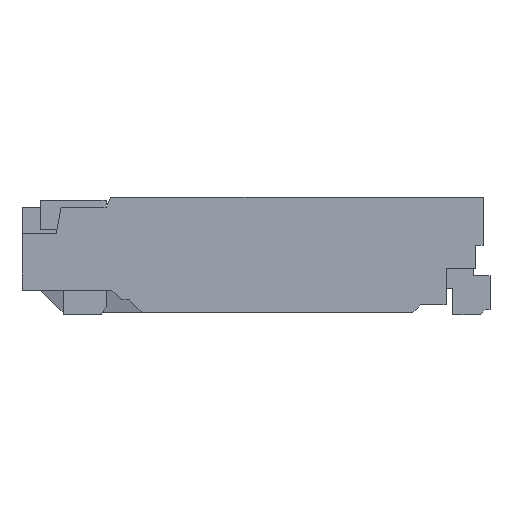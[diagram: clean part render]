
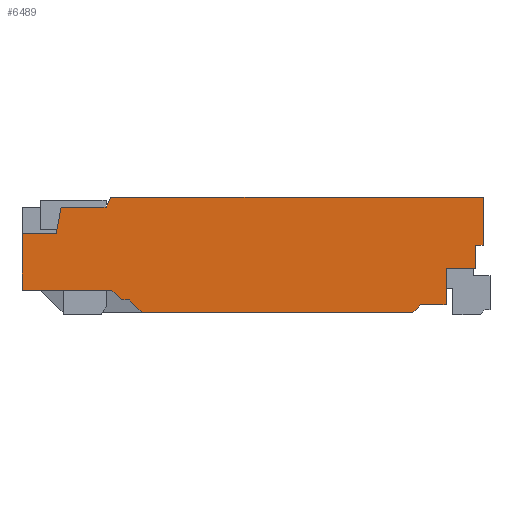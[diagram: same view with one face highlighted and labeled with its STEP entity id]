
A CAD part, left-side view. The second image highlights one B-rep face of the part: STEP entity #6489.
In plain terms, the highlighted planar face has unit normal (-1, 0, 0).
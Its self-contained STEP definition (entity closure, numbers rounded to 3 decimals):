
#277=FACE_OUTER_BOUND('',#607,.T.);
#607=EDGE_LOOP('',(#4313,#4314,#4315,#4316,#4317,#4318,#4319,#4320,#4321,
#4322,#4323,#4324,#4325,#4326,#4327,#4328,#4329,#4330));
#945=LINE('',#8825,#1856);
#950=LINE('',#8834,#1861);
#951=LINE('',#8837,#1862);
#952=LINE('',#8839,#1863);
#953=LINE('',#8841,#1864);
#954=LINE('',#8843,#1865);
#955=LINE('',#8845,#1866);
#956=LINE('',#8847,#1867);
#957=LINE('',#8849,#1868);
#958=LINE('',#8851,#1869);
#959=LINE('',#8853,#1870);
#960=LINE('',#8855,#1871);
#961=LINE('',#8857,#1872);
#962=LINE('',#8859,#1873);
#963=LINE('',#8861,#1874);
#964=LINE('',#8863,#1875);
#965=LINE('',#8865,#1876);
#966=LINE('',#8866,#1877);
#1856=VECTOR('',#7199,0.1);
#1861=VECTOR('',#7206,0.156);
#1862=VECTOR('',#7209,2.77);
#1863=VECTOR('',#7210,0.113);
#1864=VECTOR('',#7211,0.26);
#1865=VECTOR('',#7212,0.37);
#1866=VECTOR('',#7213,0.3);
#1867=VECTOR('',#7214,0.24);
#1868=VECTOR('',#7215,0.08);
#1869=VECTOR('',#7216,0.49);
#1870=VECTOR('',#7217,3.81);
#1871=VECTOR('',#7218,0.112);
#1872=VECTOR('',#7219,0.46);
#1873=VECTOR('',#7220,0.275);
#1874=VECTOR('',#7221,0.35);
#1875=VECTOR('',#7222,0.58);
#1876=VECTOR('',#7223,0.92);
#1877=VECTOR('',#7224,0.141);
#2766=VERTEX_POINT('',#8822);
#2767=VERTEX_POINT('',#8824);
#2770=VERTEX_POINT('',#8832);
#2771=VERTEX_POINT('',#8836);
#2772=VERTEX_POINT('',#8838);
#2773=VERTEX_POINT('',#8840);
#2774=VERTEX_POINT('',#8842);
#2775=VERTEX_POINT('',#8844);
#2776=VERTEX_POINT('',#8846);
#2777=VERTEX_POINT('',#8848);
#2778=VERTEX_POINT('',#8850);
#2779=VERTEX_POINT('',#8852);
#2780=VERTEX_POINT('',#8854);
#2781=VERTEX_POINT('',#8856);
#2782=VERTEX_POINT('',#8858);
#2783=VERTEX_POINT('',#8860);
#2784=VERTEX_POINT('',#8862);
#2785=VERTEX_POINT('',#8864);
#3370=EDGE_CURVE('',#2767,#2766,#945,.T.);
#3375=EDGE_CURVE('',#2766,#2770,#950,.T.);
#3376=EDGE_CURVE('',#2770,#2771,#951,.T.);
#3377=EDGE_CURVE('',#2771,#2772,#952,.T.);
#3378=EDGE_CURVE('',#2773,#2772,#953,.T.);
#3379=EDGE_CURVE('',#2774,#2773,#954,.T.);
#3380=EDGE_CURVE('',#2775,#2774,#955,.T.);
#3381=EDGE_CURVE('',#2776,#2775,#956,.T.);
#3382=EDGE_CURVE('',#2777,#2776,#957,.T.);
#3383=EDGE_CURVE('',#2777,#2778,#958,.T.);
#3384=EDGE_CURVE('',#2779,#2778,#959,.T.);
#3385=EDGE_CURVE('',#2779,#2780,#960,.T.);
#3386=EDGE_CURVE('',#2781,#2780,#961,.T.);
#3387=EDGE_CURVE('',#2781,#2782,#962,.T.);
#3388=EDGE_CURVE('',#2783,#2782,#963,.T.);
#3389=EDGE_CURVE('',#2784,#2783,#964,.T.);
#3390=EDGE_CURVE('',#2784,#2785,#965,.T.);
#3391=EDGE_CURVE('',#2785,#2767,#966,.T.);
#4313=ORIENTED_EDGE('',*,*,#3375,.T.);
#4314=ORIENTED_EDGE('',*,*,#3376,.T.);
#4315=ORIENTED_EDGE('',*,*,#3377,.T.);
#4316=ORIENTED_EDGE('',*,*,#3378,.F.);
#4317=ORIENTED_EDGE('',*,*,#3379,.F.);
#4318=ORIENTED_EDGE('',*,*,#3380,.F.);
#4319=ORIENTED_EDGE('',*,*,#3381,.F.);
#4320=ORIENTED_EDGE('',*,*,#3382,.F.);
#4321=ORIENTED_EDGE('',*,*,#3383,.T.);
#4322=ORIENTED_EDGE('',*,*,#3384,.F.);
#4323=ORIENTED_EDGE('',*,*,#3385,.T.);
#4324=ORIENTED_EDGE('',*,*,#3386,.F.);
#4325=ORIENTED_EDGE('',*,*,#3387,.T.);
#4326=ORIENTED_EDGE('',*,*,#3388,.F.);
#4327=ORIENTED_EDGE('',*,*,#3389,.F.);
#4328=ORIENTED_EDGE('',*,*,#3390,.T.);
#4329=ORIENTED_EDGE('',*,*,#3391,.T.);
#4330=ORIENTED_EDGE('',*,*,#3370,.T.);
#6171=PLANE('',#6833);
#6489=ADVANCED_FACE('',(#277),#6171,.T.);
#6833=AXIS2_PLACEMENT_3D('',#8835,#7207,#7208);
#7199=DIRECTION('',(0.,-1.,0.));
#7206=DIRECTION('',(0.,-0.707,-0.707));
#7207=DIRECTION('center_axis',(-1.,0.,0.));
#7208=DIRECTION('ref_axis',(0.,-1.,0.));
#7209=DIRECTION('',(0.,-1.,0.));
#7210=DIRECTION('',(0.,-0.707,0.707));
#7211=DIRECTION('',(0.,1.,0.));
#7212=DIRECTION('',(0.,0.,-1.));
#7213=DIRECTION('',(0.,1.,0.));
#7214=DIRECTION('',(0.,0.,-1.));
#7215=DIRECTION('',(0.,1.,0.));
#7216=DIRECTION('',(0.,0.,1.));
#7217=DIRECTION('',(0.,-1.,0.));
#7218=DIRECTION('',(0.,0.447,-0.894));
#7219=DIRECTION('',(0.,-1.,0.));
#7220=DIRECTION('',(0.,0.182,-0.983));
#7221=DIRECTION('',(0.,-1.,0.));
#7222=DIRECTION('',(0.,0.,1.));
#7223=DIRECTION('',(0.,-1.,0.));
#7224=DIRECTION('',(0.,-0.707,-0.707));
#8822=CARTESIAN_POINT('',(-3.45,1.295,-0.45));
#8824=CARTESIAN_POINT('',(-3.45,1.375,-0.45));
#8825=CARTESIAN_POINT('',(-3.45,1.375,-0.45));
#8832=CARTESIAN_POINT('',(-3.45,1.165,-0.58));
#8834=CARTESIAN_POINT('',(-3.45,1.275,-0.47));
#8835=CARTESIAN_POINT('Origin',(-3.45,-2.325,0.6));
#8836=CARTESIAN_POINT('',(-3.45,-1.605,-0.58));
#8837=CARTESIAN_POINT('',(-3.45,1.165,-0.58));
#8838=CARTESIAN_POINT('',(-3.45,-1.685,-0.5));
#8839=CARTESIAN_POINT('',(-3.45,-1.605,-0.58));
#8840=CARTESIAN_POINT('',(-3.45,-1.945,-0.5));
#8841=CARTESIAN_POINT('',(-3.45,-1.945,-0.5));
#8842=CARTESIAN_POINT('',(-3.45,-1.945,-0.13));
#8843=CARTESIAN_POINT('',(-3.45,-1.945,-0.13));
#8844=CARTESIAN_POINT('',(-3.45,-2.245,-0.13));
#8845=CARTESIAN_POINT('',(-3.45,-2.245,-0.13));
#8846=CARTESIAN_POINT('',(-3.45,-2.245,0.11));
#8847=CARTESIAN_POINT('',(-3.45,-2.245,0.11));
#8848=CARTESIAN_POINT('',(-3.45,-2.325,0.11));
#8849=CARTESIAN_POINT('',(-3.45,-2.325,0.11));
#8850=CARTESIAN_POINT('',(-3.45,-2.325,0.6));
#8851=CARTESIAN_POINT('',(-3.45,-2.325,0.11));
#8852=CARTESIAN_POINT('',(-3.45,1.485,0.6));
#8853=CARTESIAN_POINT('',(-3.45,1.485,0.6));
#8854=CARTESIAN_POINT('',(-3.45,1.535,0.5));
#8855=CARTESIAN_POINT('',(-3.45,1.485,0.6));
#8856=CARTESIAN_POINT('',(-3.45,1.995,0.5));
#8857=CARTESIAN_POINT('',(-3.45,1.995,0.5));
#8858=CARTESIAN_POINT('',(-3.45,2.045,0.23));
#8859=CARTESIAN_POINT('',(-3.45,1.995,0.5));
#8860=CARTESIAN_POINT('',(-3.45,2.395,0.23));
#8861=CARTESIAN_POINT('',(-3.45,2.395,0.23));
#8862=CARTESIAN_POINT('',(-3.45,2.395,-0.35));
#8863=CARTESIAN_POINT('',(-3.45,2.395,-0.35));
#8864=CARTESIAN_POINT('',(-3.45,1.475,-0.35));
#8865=CARTESIAN_POINT('',(-3.45,2.395,-0.35));
#8866=CARTESIAN_POINT('',(-3.45,1.475,-0.35));
